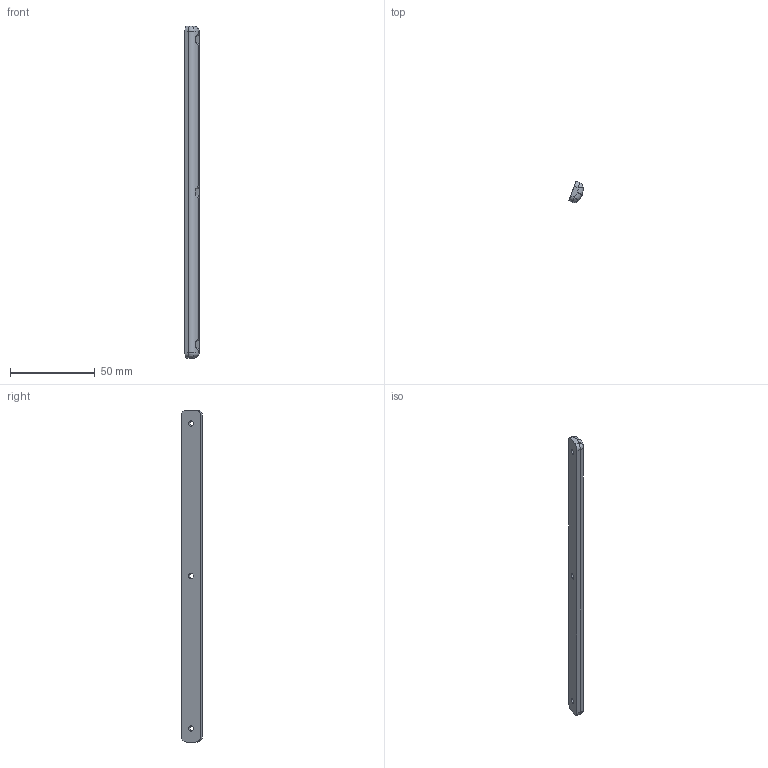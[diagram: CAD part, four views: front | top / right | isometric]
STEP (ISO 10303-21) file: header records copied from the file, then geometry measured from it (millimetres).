
FILE_DESCRIPTION(('STEP AP203'), '1');
FILE_NAME('Streang_Beam_Bottom', '', ('UNSPECIFIED'), ('UNSPECIFIED'), 'C3D Converter', 'C3D Toolkit', '');
FILE_SCHEMA(('CONFIG_CONTROL_DESIGN'));
Length unit declared in the file: millimetre
Bounding box: 8.39 x 12.24 x 196 mm (x, y, z)
Volume: 11902.7 mm3; surface area: 6642.6 mm2
Topology: 1 solids, 1 shells, 45 faces, 113 edges, 66 vertices
Faces by surface type: plane 26, cylinder 11, torus 4, bspline 4
Full cylindrical faces by diameter (mm): 3.2 x3
Entity records: 1959 total; most frequent: CARTESIAN_POINT 538, ORIENTED_EDGE 212, DIRECTION 210, EDGE_CURVE 106, AXIS2_PLACEMENT_3D 74, VERTEX_POINT 66, LINE 62, VECTOR 62
